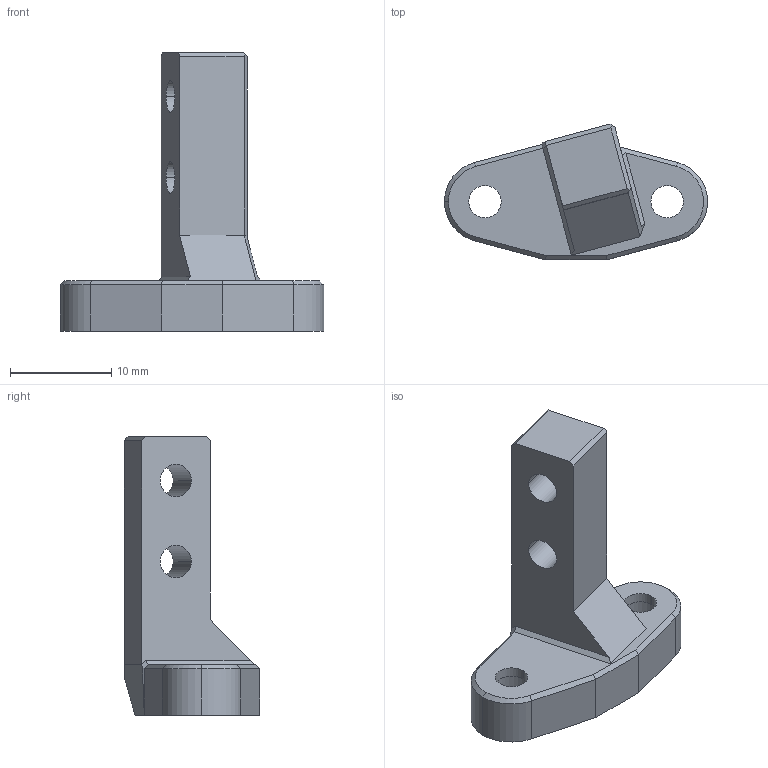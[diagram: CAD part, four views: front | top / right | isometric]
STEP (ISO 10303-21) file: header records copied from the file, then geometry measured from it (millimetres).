
FILE_DESCRIPTION (( 'STEP AP214' ), '1' );
FILE_NAME ('Voron_Stealthburner_3-Wheeler_Adapter_BLTouch_Mount_YaaJ.STEP', '2024-01-24T23:56:00', ( '' ), ( '' ), '', '', '' );
FILE_SCHEMA (( 'AUTOMOTIVE_DESIGN' ));
Length unit declared in the file: millimetre
Products named in the file (1): Voron_Stealthburner_3-Wheeler_Adapter_BLTouch_Mount_YaaJ
Bounding box: 25.98 x 13.37 x 27.5 mm (x, y, z)
Volume: 2119 mm3; surface area: 1617.2 mm2
Topology: 1 solids, 1 shells, 51 faces, 129 edges, 82 vertices
Faces by surface type: plane 33, cylinder 15, cone 3
Entity records: 1570 total; most frequent: DIRECTION 266, CARTESIAN_POINT 263, ORIENTED_EDGE 258, EDGE_CURVE 129, LINE 96, VECTOR 96, AXIS2_PLACEMENT_3D 85, VERTEX_POINT 82
